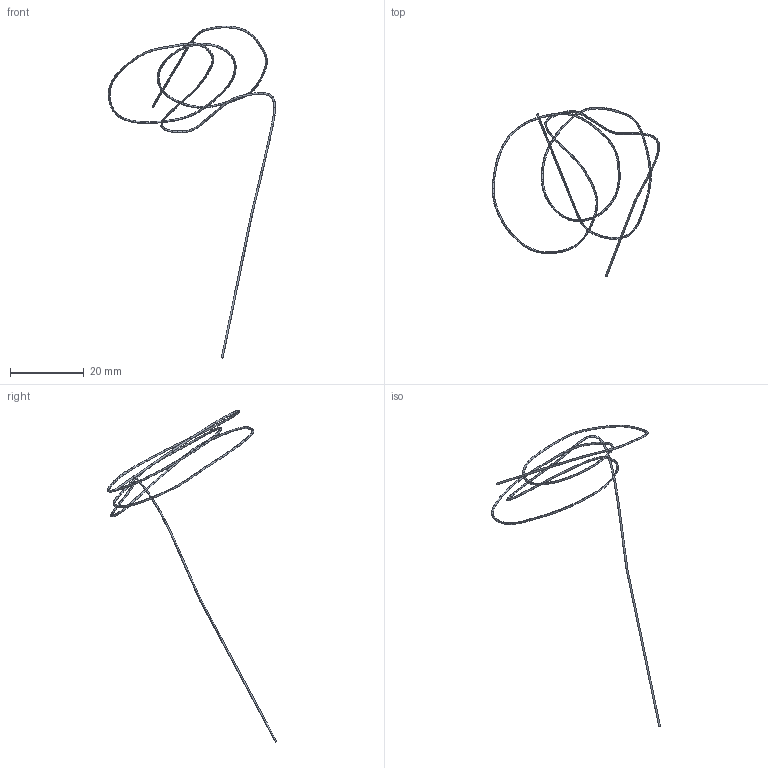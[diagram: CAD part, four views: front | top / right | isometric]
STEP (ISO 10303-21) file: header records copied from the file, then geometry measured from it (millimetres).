
FILE_DESCRIPTION(('STEP AP214'),'1');
FILE_NAME('Adult_DBS_09_Lead_Left.step','2024-02-05T22:23:36',(' '),('ANSOFT Corporation'),'Spatial InterOp 3D',' ',' ');
FILE_SCHEMA(('AUTOMOTIVE_DESIGN { 1 0 10303 214 1 1 1 1 }'));
Length unit declared in the file: millimetre
Products named in the file (1): Lead_left
Bounding box: 45.26 x 45.78 x 89.76 mm (x, y, z)
Volume: 84 mm3; surface area: 672.6 mm2
Topology: 1 solids, 1 shells, 404 faces, 1088 edges, 686 vertices
Faces by surface type: cylinder 402, plane 2
Entity records: 12938 total; most frequent: DIRECTION 2584, CARTESIAN_POINT 2179, ORIENTED_EDGE 2176, AXIS2_PLACEMENT_3D 1091, EDGE_CURVE 1088, VERTEX_POINT 686, ELLIPSE 660, ADVANCED_FACE 404
